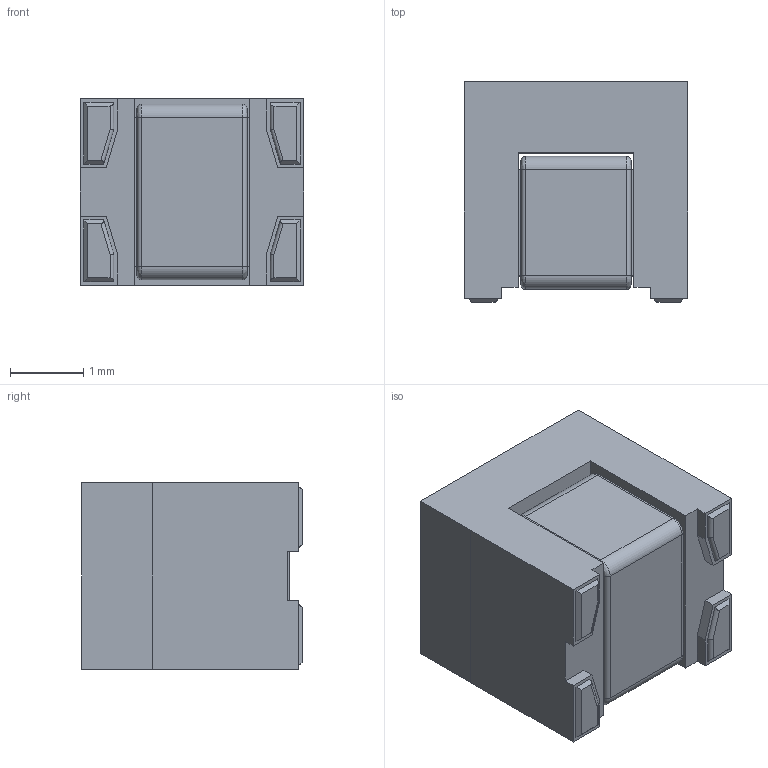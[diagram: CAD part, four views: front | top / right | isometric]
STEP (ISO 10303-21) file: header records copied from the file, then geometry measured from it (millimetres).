
FILE_DESCRIPTION (( 'STEP AP214' ), '1' );
FILE_NAME ('Coilcraft-1210POC.STEP', '2019-08-03T17:40:28', ( '' ), ( '' ), 'SwSTEP 2.0', 'SolidWorks 2019', '' );
FILE_SCHEMA (( 'AUTOMOTIVE_DESIGN' ));
Length unit declared in the file: millimetre
Products named in the file (1): Coilcraft-1210POC
Bounding box: 3.05 x 3 x 2.54 mm (x, y, z)
Volume: 21.3 mm3; surface area: 61.2 mm2
Topology: 1 solids, 1 shells, 88 faces, 224 edges, 144 vertices
Faces by surface type: plane 60, cylinder 20, bspline 8
Entity records: 3280 total; most frequent: CARTESIAN_POINT 637, ORIENTED_EDGE 448, DIRECTION 390, EDGE_CURVE 224, LINE 180, VECTOR 180, VERTEX_POINT 144, AXIS2_PLACEMENT_3D 105
